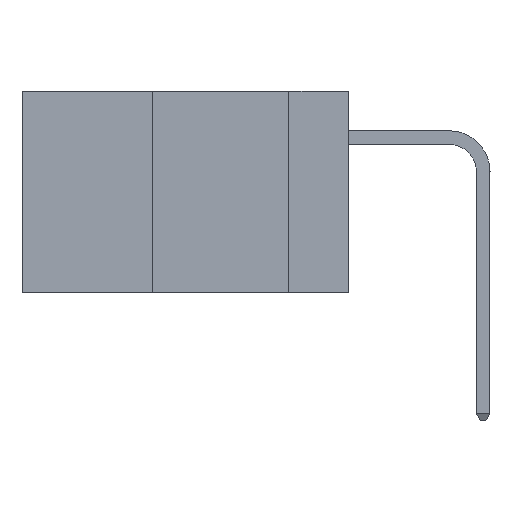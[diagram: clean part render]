
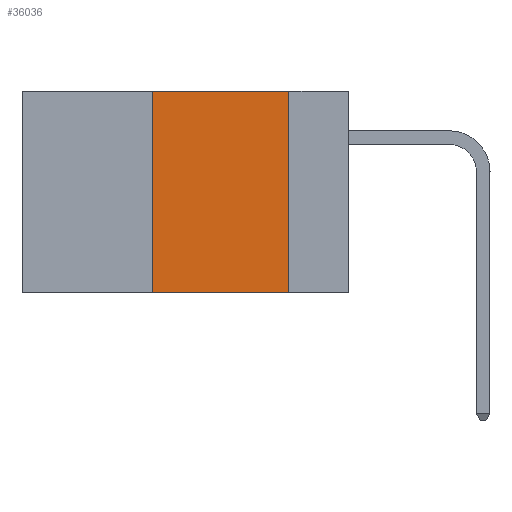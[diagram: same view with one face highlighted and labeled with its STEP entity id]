
A CAD part, left-side view. The second image highlights one B-rep face of the part: STEP entity #36036.
In plain terms, the highlighted planar face has unit normal (-1, 0, 0).
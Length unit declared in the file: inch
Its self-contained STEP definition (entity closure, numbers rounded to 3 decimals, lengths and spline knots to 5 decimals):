
#17 = VECTOR ( 'NONE', #27338, 39.37008 ) ;
#4832 = CARTESIAN_POINT ( 'NONE',  ( 0., 0.6, -0.37 ) ) ;
#5203 = PLANE ( 'NONE',  #16113 ) ;
#5260 = CARTESIAN_POINT ( 'NONE',  ( 0., 0.11, -0.37 ) ) ;
#5309 = EDGE_LOOP ( 'NONE', ( #10810, #7056, #33409, #16433 ) ) ;
#7056 = ORIENTED_EDGE ( 'NONE', *, *, #17597, .F. ) ;
#8132 = LINE ( 'NONE', #12725, #17 ) ;
#8838 = VECTOR ( 'NONE', #31530, 39.37008 ) ;
#10810 = ORIENTED_EDGE ( 'NONE', *, *, #25814, .F. ) ;
#11256 = DIRECTION ( 'NONE',  ( 0., 0., 1. ) ) ;
#11265 = CARTESIAN_POINT ( 'NONE',  ( 0., 0.36, 0. ) ) ;
#11325 = DIRECTION ( 'NONE',  ( 1., 0., 0. ) ) ;
#11439 = LINE ( 'NONE', #20136, #18356 ) ;
#12725 = CARTESIAN_POINT ( 'NONE',  ( 0., 0.11, 0. ) ) ;
#16113 = AXIS2_PLACEMENT_3D ( 'NONE', #28932, #11325, #31896 ) ;
#16433 = ORIENTED_EDGE ( 'NONE', *, *, #19975, .T. ) ;
#17597 = EDGE_CURVE ( 'NONE', #29167, #30141, #11439, .T. ) ;
#18356 = VECTOR ( 'NONE', #31824, 39.37008 ) ;
#18821 = CARTESIAN_POINT ( 'NONE',  ( 0., 0.11, 0. ) ) ;
#19975 = EDGE_CURVE ( 'NONE', #36208, #28410, #32380, .T. ) ;
#20136 = CARTESIAN_POINT ( 'NONE',  ( 0., 0.6, 0. ) ) ;
#21934 = EDGE_CURVE ( 'NONE', #36208, #29167, #34945, .T. ) ;
#25814 = EDGE_CURVE ( 'NONE', #30141, #28410, #8132, .T. ) ;
#27111 = VECTOR ( 'NONE', #11256, 39.37008 ) ;
#27338 = DIRECTION ( 'NONE',  ( 0., 0., -1. ) ) ;
#28410 = VERTEX_POINT ( 'NONE', #5260 ) ;
#28932 = CARTESIAN_POINT ( 'NONE',  ( 0., 0.6, 0. ) ) ;
#29167 = VERTEX_POINT ( 'NONE', #11265 ) ;
#30141 = VERTEX_POINT ( 'NONE', #18821 ) ;
#31530 = DIRECTION ( 'NONE',  ( 0., -1., 0. ) ) ;
#31824 = DIRECTION ( 'NONE',  ( 0., -1., 0. ) ) ;
#31828 = CARTESIAN_POINT ( 'NONE',  ( 0., 0.36, 0. ) ) ;
#31896 = DIRECTION ( 'NONE',  ( 0., 0., -1. ) ) ;
#32380 = LINE ( 'NONE', #4832, #8838 ) ;
#33409 = ORIENTED_EDGE ( 'NONE', *, *, #21934, .F. ) ;
#34945 = LINE ( 'NONE', #31828, #27111 ) ;
#35277 = FACE_OUTER_BOUND ( 'NONE', #5309, .T. ) ;
#36036 = ADVANCED_FACE ( 'NONE', ( #35277 ), #5203, .F. ) ;
#36208 = VERTEX_POINT ( 'NONE', #38382 ) ;
#38382 = CARTESIAN_POINT ( 'NONE',  ( 0., 0.36, -0.37 ) ) ;
